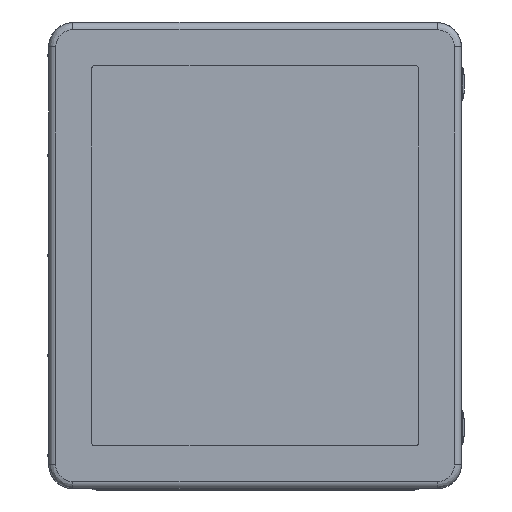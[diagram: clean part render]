
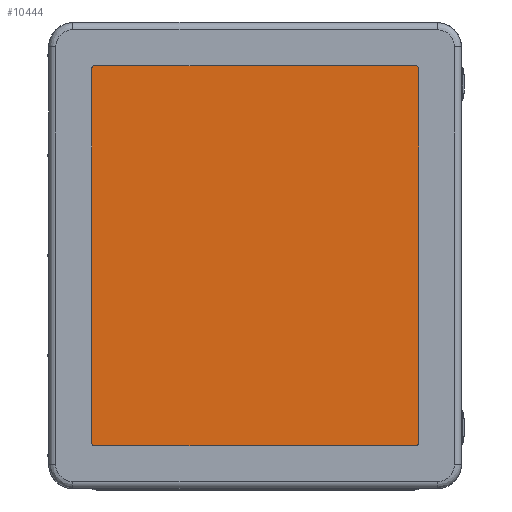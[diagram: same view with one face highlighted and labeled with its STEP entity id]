
A CAD part, top view. The second image highlights one B-rep face of the part: STEP entity #10444.
In plain terms, the highlighted planar face has unit normal (0, 0, 1).
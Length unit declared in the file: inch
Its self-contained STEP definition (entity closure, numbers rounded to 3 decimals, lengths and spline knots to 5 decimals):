
#207 = EDGE_CURVE ( 'NONE', #25298, #35586, #7712, .T. ) ;
#275 = AXIS2_PLACEMENT_3D ( 'NONE', #932, #1325, #32934 ) ;
#397 = CARTESIAN_POINT ( 'NONE',  ( 5.99, 7.125, 0.20891 ) ) ;
#932 = CARTESIAN_POINT ( 'NONE',  ( 5.99, -7., 0.20891 ) ) ;
#1325 = DIRECTION ( 'NONE',  ( 0., 0., -1. ) ) ;
#2945 = DIRECTION ( 'NONE',  ( 0., 0., -1. ) ) ;
#4414 = EDGE_CURVE ( 'NONE', #25426, #8035, #26237, .T. ) ;
#4882 = VECTOR ( 'NONE', #8322, 39.37008 ) ;
#5675 = VERTEX_POINT ( 'NONE', #37666 ) ;
#7248 = DIRECTION ( 'NONE',  ( -1., 0., 0. ) ) ;
#7343 = EDGE_CURVE ( 'NONE', #13764, #25298, #25327, .T. ) ;
#7712 = LINE ( 'NONE', #30613, #4882 ) ;
#8035 = VERTEX_POINT ( 'NONE', #43989 ) ;
#8322 = DIRECTION ( 'NONE',  ( 0., 1., 0. ) ) ;
#9011 = EDGE_CURVE ( 'NONE', #35586, #22285, #25594, .T. ) ;
#9014 = CARTESIAN_POINT ( 'NONE',  ( 5.99, -7.125, 0.20891 ) ) ;
#10444 = ADVANCED_FACE ( 'NONE', ( #24124 ), #11651, .T. ) ;
#11651 = PLANE ( 'NONE',  #54227 ) ;
#12699 = DIRECTION ( 'NONE',  ( -1., 0., 0. ) ) ;
#12702 = ORIENTED_EDGE ( 'NONE', *, *, #49891, .F. ) ;
#13476 = CARTESIAN_POINT ( 'NONE',  ( -6.01, -7.125, 0.20891 ) ) ;
#13691 = ORIENTED_EDGE ( 'NONE', *, *, #36383, .F. ) ;
#13764 = VERTEX_POINT ( 'NONE', #47783 ) ;
#13970 = CARTESIAN_POINT ( 'NONE',  ( 6.115, -7., 0.20891 ) ) ;
#14230 = VECTOR ( 'NONE', #36785, 39.37008 ) ;
#14919 = ORIENTED_EDGE ( 'NONE', *, *, #4414, .F. ) ;
#15346 = ORIENTED_EDGE ( 'NONE', *, *, #207, .F. ) ;
#16966 = CARTESIAN_POINT ( 'NONE',  ( -6.01, -7., 0.20891 ) ) ;
#22285 = VERTEX_POINT ( 'NONE', #48062 ) ;
#24124 = FACE_OUTER_BOUND ( 'NONE', #41060, .T. ) ;
#24849 = ORIENTED_EDGE ( 'NONE', *, *, #56920, .F. ) ;
#24898 = CARTESIAN_POINT ( 'NONE',  ( -0.01, 0., 0.20891 ) ) ;
#25031 = AXIS2_PLACEMENT_3D ( 'NONE', #52420, #30340, #7248 ) ;
#25298 = VERTEX_POINT ( 'NONE', #52382 ) ;
#25327 = CIRCLE ( 'NONE', #58561, 0.125 ) ;
#25426 = VERTEX_POINT ( 'NONE', #57723 ) ;
#25500 = DIRECTION ( 'NONE',  ( -1., 0., 0. ) ) ;
#25594 = CIRCLE ( 'NONE', #25031, 0.125 ) ;
#25669 = DIRECTION ( 'NONE',  ( 0., 0., 1. ) ) ;
#26237 = LINE ( 'NONE', #13970, #14230 ) ;
#26930 = LINE ( 'NONE', #13476, #29752 ) ;
#27021 = DIRECTION ( 'NONE',  ( -1., 0., 0. ) ) ;
#28462 = VERTEX_POINT ( 'NONE', #9014 ) ;
#29011 = VECTOR ( 'NONE', #49745, 39.37008 ) ;
#29752 = VECTOR ( 'NONE', #12699, 39.37008 ) ;
#29899 = CIRCLE ( 'NONE', #41292, 0.125 ) ;
#30340 = DIRECTION ( 'NONE',  ( 0., 0., -1. ) ) ;
#30613 = CARTESIAN_POINT ( 'NONE',  ( -6.135, 7., 0.20891 ) ) ;
#32934 = DIRECTION ( 'NONE',  ( -1., 0., 0. ) ) ;
#35586 = VERTEX_POINT ( 'NONE', #43360 ) ;
#36383 = EDGE_CURVE ( 'NONE', #28462, #13764, #26930, .T. ) ;
#36519 = EDGE_CURVE ( 'NONE', #22285, #5675, #40989, .T. ) ;
#36785 = DIRECTION ( 'NONE',  ( 0., -1., 0. ) ) ;
#37666 = CARTESIAN_POINT ( 'NONE',  ( 5.99, 7.125, 0.20891 ) ) ;
#40989 = LINE ( 'NONE', #397, #29011 ) ;
#41060 = EDGE_LOOP ( 'NONE', ( #14919, #24849, #49033, #43366, #15346, #51711, #13691, #12702 ) ) ;
#41292 = AXIS2_PLACEMENT_3D ( 'NONE', #56873, #2945, #25500 ) ;
#43231 = DIRECTION ( 'NONE',  ( 1., 0., 0. ) ) ;
#43360 = CARTESIAN_POINT ( 'NONE',  ( -6.135, 7., 0.20891 ) ) ;
#43366 = ORIENTED_EDGE ( 'NONE', *, *, #9011, .F. ) ;
#43989 = CARTESIAN_POINT ( 'NONE',  ( 6.115, -7., 0.20891 ) ) ;
#44940 = CIRCLE ( 'NONE', #275, 0.125 ) ;
#47783 = CARTESIAN_POINT ( 'NONE',  ( -6.01, -7.125, 0.20891 ) ) ;
#48062 = CARTESIAN_POINT ( 'NONE',  ( -6.01, 7.125, 0.20891 ) ) ;
#49033 = ORIENTED_EDGE ( 'NONE', *, *, #36519, .F. ) ;
#49745 = DIRECTION ( 'NONE',  ( 1., 0., 0. ) ) ;
#49891 = EDGE_CURVE ( 'NONE', #8035, #28462, #44940, .T. ) ;
#51711 = ORIENTED_EDGE ( 'NONE', *, *, #7343, .F. ) ;
#52382 = CARTESIAN_POINT ( 'NONE',  ( -6.135, -7., 0.20891 ) ) ;
#52420 = CARTESIAN_POINT ( 'NONE',  ( -6.01, 7., 0.20891 ) ) ;
#54227 = AXIS2_PLACEMENT_3D ( 'NONE', #24898, #25669, #43231 ) ;
#56873 = CARTESIAN_POINT ( 'NONE',  ( 5.99, 7., 0.20891 ) ) ;
#56920 = EDGE_CURVE ( 'NONE', #5675, #25426, #29899, .T. ) ;
#57611 = DIRECTION ( 'NONE',  ( 0., 0., -1. ) ) ;
#57723 = CARTESIAN_POINT ( 'NONE',  ( 6.115, 7., 0.20891 ) ) ;
#58561 = AXIS2_PLACEMENT_3D ( 'NONE', #16966, #57611, #27021 ) ;
